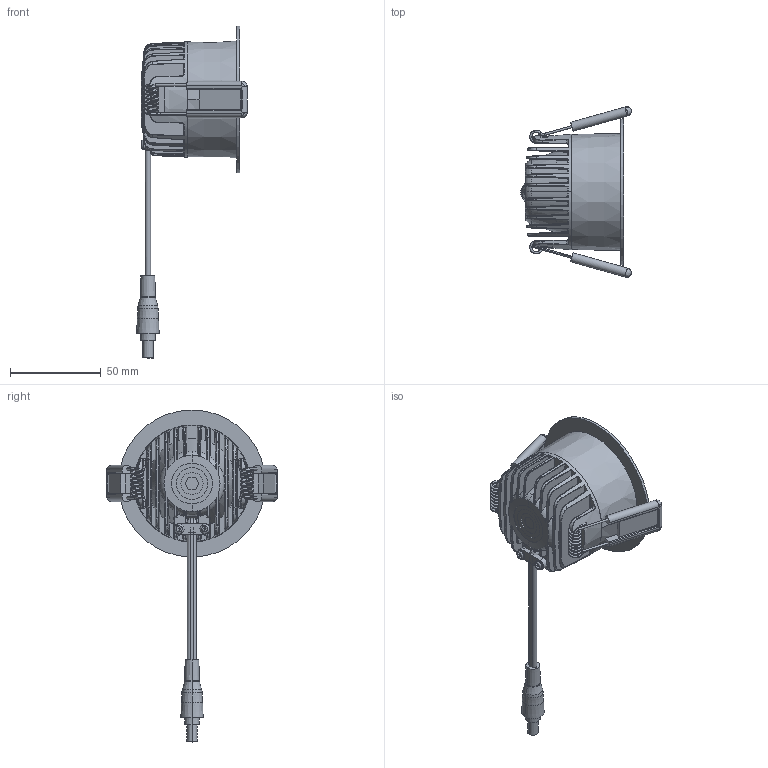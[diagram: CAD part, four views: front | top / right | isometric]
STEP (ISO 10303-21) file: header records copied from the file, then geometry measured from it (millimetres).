
FILE_DESCRIPTION (( 'STEP AP214' ), '1' );
FILE_NAME ('SP DK FIX2.STEP', '2023-02-27T08:04:31', ( '' ), ( '' ), 'SwSTEP 2.0', 'SolidWorks 2020', '' );
FILE_SCHEMA (( 'AUTOMOTIVE_DESIGN' ));
Length unit declared in the file: millimetre
Products named in the file (1): SP DK FIX2
Bounding box: 61.02 x 93.99 x 182.94 mm (x, y, z)
Volume: 84916.5 mm3; surface area: 53633.9 mm2
Topology: 11 solids, 19 shells, 1097 faces, 2581 edges, 1528 vertices
Faces by surface type: bspline 425, plane 213, cylinder 211, torus 129, cone 76, sphere 43
Entity records: 86478 total; most frequent: CARTESIAN_POINT 52570, ORIENTED_EDGE 5154, DIRECTION 3715, EDGE_CURVE 2577, AXIS2_PLACEMENT_3D 1601, VERTEX_POINT 1528, EDGE_LOOP 1115, UNCERTAINTY_MEASURE_WITH_UNIT 1110
